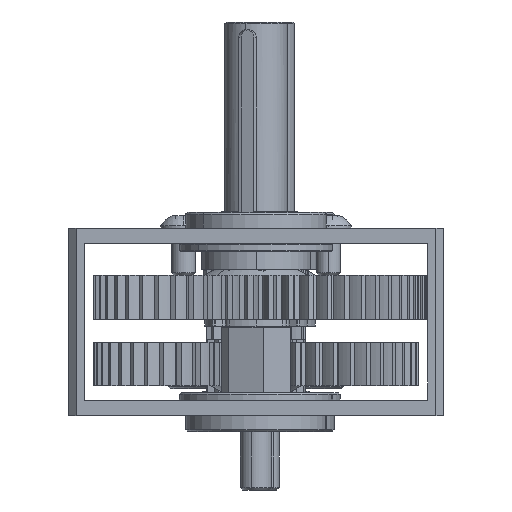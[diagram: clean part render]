
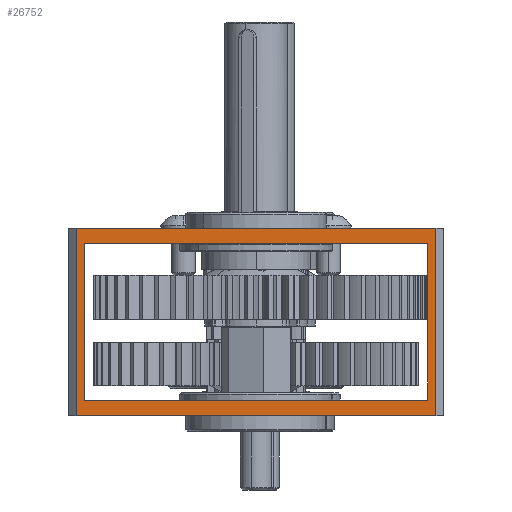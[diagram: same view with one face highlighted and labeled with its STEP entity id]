
A CAD part, left-side view. The second image highlights one B-rep face of the part: STEP entity #26752.
In plain terms, the highlighted planar face has unit normal (-1, 0, 0).
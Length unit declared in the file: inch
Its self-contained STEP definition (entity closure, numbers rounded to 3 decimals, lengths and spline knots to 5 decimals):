
#1259 = VERTEX_POINT ( 'NONE', #2307 ) ;
#1261 = VERTEX_POINT ( 'NONE', #2309 ) ;
#1268 = VERTEX_POINT ( 'NONE', #2316 ) ;
#1269 = VERTEX_POINT ( 'NONE', #2317 ) ;
#1270 = VERTEX_POINT ( 'NONE', #2318 ) ;
#1275 = VERTEX_POINT ( 'NONE', #2323 ) ;
#1979 = VERTEX_POINT ( 'NONE', #3413 ) ;
#1980 = VERTEX_POINT ( 'NONE', #3415 ) ;
#2307 = CARTESIAN_POINT ( 'NONE',  ( -10., 1.375, 0.625 ) ) ;
#2309 = CARTESIAN_POINT ( 'NONE',  ( -10., -1.44, 0.75 ) ) ;
#2316 = CARTESIAN_POINT ( 'NONE',  ( -10., -1.44, -0.75 ) ) ;
#2317 = CARTESIAN_POINT ( 'NONE',  ( -10., -1.375, 0.625 ) ) ;
#2318 = CARTESIAN_POINT ( 'NONE',  ( -10., 1.44, 0.75 ) ) ;
#2323 = CARTESIAN_POINT ( 'NONE',  ( -10., 1.44, -0.75 ) ) ;
#3413 = CARTESIAN_POINT ( 'NONE',  ( -10., -1.375, -0.625 ) ) ;
#3415 = CARTESIAN_POINT ( 'NONE',  ( -10., 1.375, -0.625 ) ) ;
#7054 = CARTESIAN_POINT ( 'NONE',  ( -10., -1.375, 0.625 ) ) ;
#7179 = DIRECTION ( 'NONE',  ( 0., 0., -1. ) ) ;
#7347 = CARTESIAN_POINT ( 'NONE',  ( -10., 1.375, 0.625 ) ) ;
#7452 = CARTESIAN_POINT ( 'NONE',  ( -10., 1.44, -0.75 ) ) ;
#7455 = DIRECTION ( 'NONE',  ( 0., 0., 1. ) ) ;
#7461 = CARTESIAN_POINT ( 'NONE',  ( -10., -1.44, -0.75 ) ) ;
#7463 = DIRECTION ( 'NONE',  ( 0., 0., 1. ) ) ;
#7467 = DIRECTION ( 'NONE',  ( 0., 0., -1. ) ) ;
#8853 = CARTESIAN_POINT ( 'NONE',  ( -10., 1.5, -0.75 ) ) ;
#8854 = PLANE ( 'NONE',  #18607 ) ;
#8856 = DIRECTION ( 'NONE',  ( 1., 0., 0. ) ) ;
#8857 = DIRECTION ( 'NONE',  ( 0., 0., 1. ) ) ;
#11813 = CARTESIAN_POINT ( 'NONE',  ( -10., -1.5, -0.75 ) ) ;
#11814 = DIRECTION ( 'NONE',  ( 0., 1., 0. ) ) ;
#12098 = CARTESIAN_POINT ( 'NONE',  ( -10., -1.5, 0.75 ) ) ;
#12100 = DIRECTION ( 'NONE',  ( 0., -1., 0. ) ) ;
#12591 = CARTESIAN_POINT ( 'NONE',  ( -10., -1.375, 0.625 ) ) ;
#12593 = DIRECTION ( 'NONE',  ( 0., -1., 0. ) ) ;
#12936 = CARTESIAN_POINT ( 'NONE',  ( -10., -1.375, -0.625 ) ) ;
#12938 = DIRECTION ( 'NONE',  ( 0., 1., 0. ) ) ;
#17353 = EDGE_LOOP ( 'NONE', ( #29369, #29374, #29383, #29385 ) ) ;
#17359 = EDGE_LOOP ( 'NONE', ( #29388, #29391, #29396, #29398 ) ) ;
#18607 = AXIS2_PLACEMENT_3D ( 'NONE', #8853, #8856, #8857 ) ;
#20548 = FACE_BOUND ( 'NONE', #17353, .T. ) ;
#20564 = FACE_OUTER_BOUND ( 'NONE', #17359, .T. ) ;
#21603 = VECTOR ( 'NONE', #7179, 39.37008 ) ;
#21662 = LINE ( 'NONE', #7054, #21603 ) ;
#21760 = LINE ( 'NONE', #7452, #21841 ) ;
#21778 = VECTOR ( 'NONE', #7455, 39.37008 ) ;
#21829 = LINE ( 'NONE', #7347, #21778 ) ;
#21837 = LINE ( 'NONE', #7461, #21839 ) ;
#21839 = VECTOR ( 'NONE', #7463, 39.37008 ) ;
#21841 = VECTOR ( 'NONE', #7467, 39.37008 ) ;
#26752 = ADVANCED_FACE ( 'NONE', ( #20548, #20564 ), #8854, .F. ) ;
#29369 = ORIENTED_EDGE ( 'NONE', *, *, #30591, .T. ) ;
#29374 = ORIENTED_EDGE ( 'NONE', *, *, #41289, .T. ) ;
#29383 = ORIENTED_EDGE ( 'NONE', *, *, #30539, .T. ) ;
#29385 = ORIENTED_EDGE ( 'NONE', *, *, #41345, .T. ) ;
#29388 = ORIENTED_EDGE ( 'NONE', *, *, #41146, .F. ) ;
#29391 = ORIENTED_EDGE ( 'NONE', *, *, #30593, .T. ) ;
#29396 = ORIENTED_EDGE ( 'NONE', *, *, #41209, .F. ) ;
#29398 = ORIENTED_EDGE ( 'NONE', *, *, #30594, .T. ) ;
#30539 = EDGE_CURVE ( 'NONE', #1269, #1979, #21662, .T. ) ;
#30591 = EDGE_CURVE ( 'NONE', #1980, #1259, #21829, .T. ) ;
#30593 = EDGE_CURVE ( 'NONE', #1268, #1261, #21837, .T. ) ;
#30594 = EDGE_CURVE ( 'NONE', #1270, #1275, #21760, .T. ) ;
#35743 = LINE ( 'NONE', #11813, #35744 ) ;
#35744 = VECTOR ( 'NONE', #11814, 39.37008 ) ;
#35808 = LINE ( 'NONE', #12098, #35809 ) ;
#35809 = VECTOR ( 'NONE', #12100, 39.37008 ) ;
#35892 = LINE ( 'NONE', #12591, #35897 ) ;
#35897 = VECTOR ( 'NONE', #12593, 39.37008 ) ;
#35953 = LINE ( 'NONE', #12936, #35957 ) ;
#35957 = VECTOR ( 'NONE', #12938, 39.37008 ) ;
#41146 = EDGE_CURVE ( 'NONE', #1268, #1275, #35743, .T. ) ;
#41209 = EDGE_CURVE ( 'NONE', #1270, #1261, #35808, .T. ) ;
#41289 = EDGE_CURVE ( 'NONE', #1259, #1269, #35892, .T. ) ;
#41345 = EDGE_CURVE ( 'NONE', #1979, #1980, #35953, .T. ) ;
